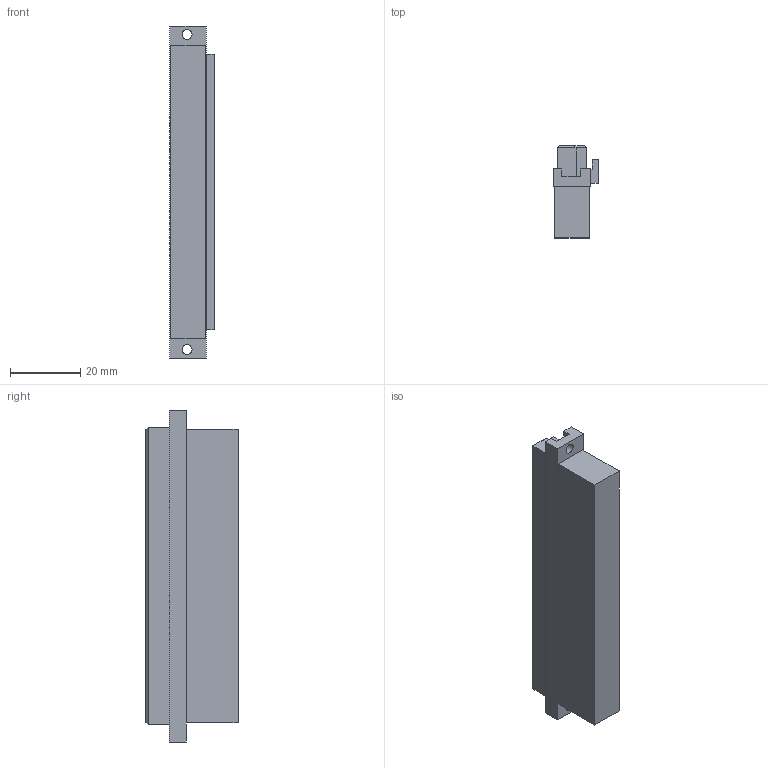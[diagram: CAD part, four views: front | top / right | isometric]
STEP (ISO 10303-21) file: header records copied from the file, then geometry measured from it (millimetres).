
FILE_DESCRIPTION(/* description */ (''),/* implementation_level */ '2;1');
FILE_NAME(/* name */ '100101855ugm000_b.stp',/* time_stamp */ '2016-07-01T13:31:53+02:00',/* author */ (''),/* organization */ (''),/* preprocessor_version */ 'ST-DEVELOPER v16',/* originating_system */ 'SIEMENS PLM Software NX 10.0',/* authorisation */ '');
FILE_SCHEMA (('AUTOMOTIVE_DESIGN { 1 0 10303 214 3 1 1 1 }'));
Length unit declared in the file: millimetre
Products named in the file (1): 100101855ugm000_b
Bounding box: 12.75 x 26.3 x 94.78 mm (x, y, z)
Volume: 22389.4 mm3; surface area: 8365.9 mm2
Topology: 1 solids, 1 shells, 372 faces, 1036 edges, 689 vertices
Faces by surface type: plane 370, cylinder 2
Full cylindrical faces by diameter (mm): 2.85 x2
Entity records: 13212 total; most frequent: CARTESIAN_POINT 2096, ORIENTED_EDGE 2068, DIRECTION 1784, EDGE_CURVE 1034, LINE 1030, VECTOR 1030, VERTEX_POINT 688, EDGE_LOOP 424
